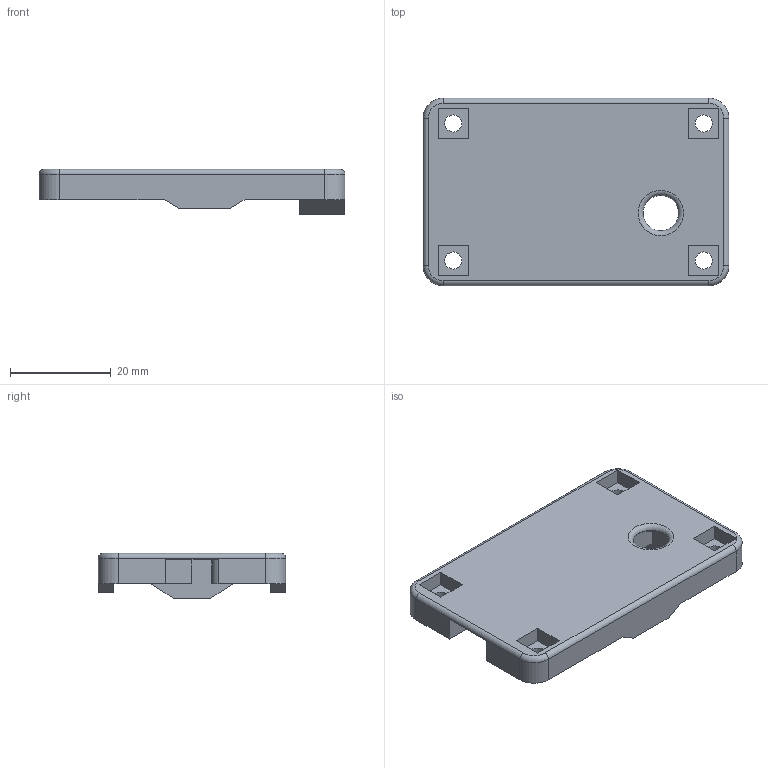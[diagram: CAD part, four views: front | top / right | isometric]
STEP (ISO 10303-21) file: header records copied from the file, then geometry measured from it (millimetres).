
FILE_DESCRIPTION(('FreeCAD Model'),'2;1');
FILE_NAME('Open CASCADE Shape Model','2023-11-21T17:29:06',(''),(''), 'Open CASCADE STEP processor 7.7','FreeCAD','Unknown');
FILE_SCHEMA(('AUTOMOTIVE_DESIGN { 1 0 10303 214 1 1 1 1 }'));
Length unit declared in the file: millimetre
Products named in the file (1): Top_split
Bounding box: 60.58 x 37.15 x 9 mm (x, y, z)
Volume: 7200.3 mm3; surface area: 6820 mm2
Topology: 1 solids, 1 shells, 88 faces, 230 edges, 149 vertices
Faces by surface type: plane 65, cylinder 18, torus 5
Full cylindrical faces by diameter (mm): 3.4 x4, 3.757 x1, 7 x1
Entity records: 2716 total; most frequent: CARTESIAN_POINT 468, ORIENTED_EDGE 460, DIRECTION 452, EDGE_CURVE 230, LINE 186, VECTOR 186, VERTEX_POINT 149, AXIS2_PLACEMENT_3D 133
